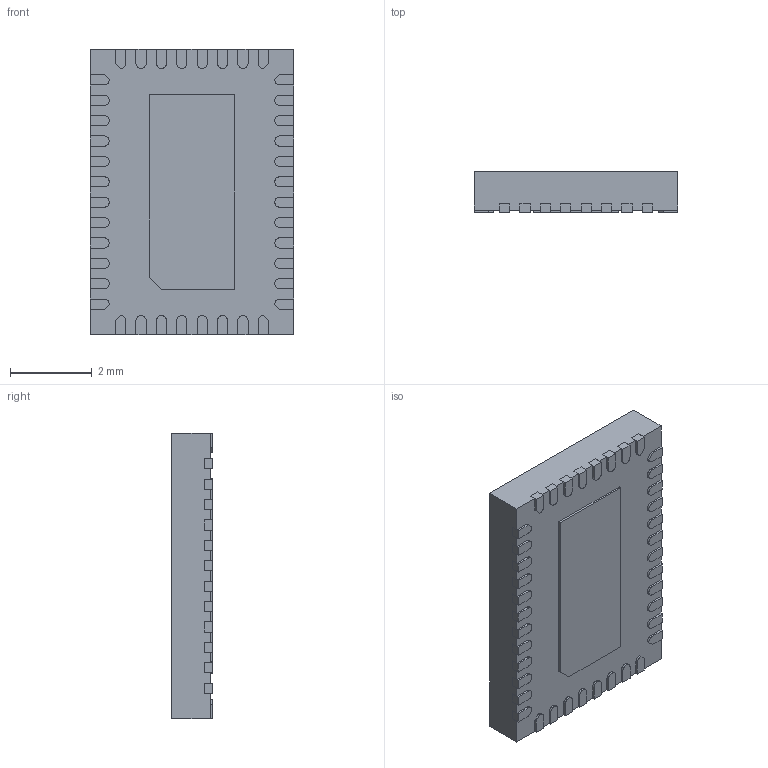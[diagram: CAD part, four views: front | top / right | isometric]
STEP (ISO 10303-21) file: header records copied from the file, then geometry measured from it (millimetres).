
FILE_DESCRIPTION (( 'STEP AP214' ), '1' );
FILE_NAME ('RGF40B.STEP', '2024-01-26T12:14:39', ( '' ), ( '' ), 'SwSTEP 2.0', 'SolidWorks 2021', '' );
FILE_SCHEMA (( 'AUTOMOTIVE_DESIGN' ));
Length unit declared in the file: millimetre
Products named in the file (1): RGF40B
Bounding box: 5 x 1 x 7 mm (x, y, z)
Volume: 34 mm3; surface area: 142.6 mm2
Topology: 43 solids, 43 shells, 454 faces, 1098 edges, 732 vertices
Faces by surface type: plane 358, cylinder 96
Entity records: 13566 total; most frequent: CARTESIAN_POINT 2285, DIRECTION 2200, ORIENTED_EDGE 2196, EDGE_CURVE 1098, LINE 906, VECTOR 906, VERTEX_POINT 732, AXIS2_PLACEMENT_3D 647
